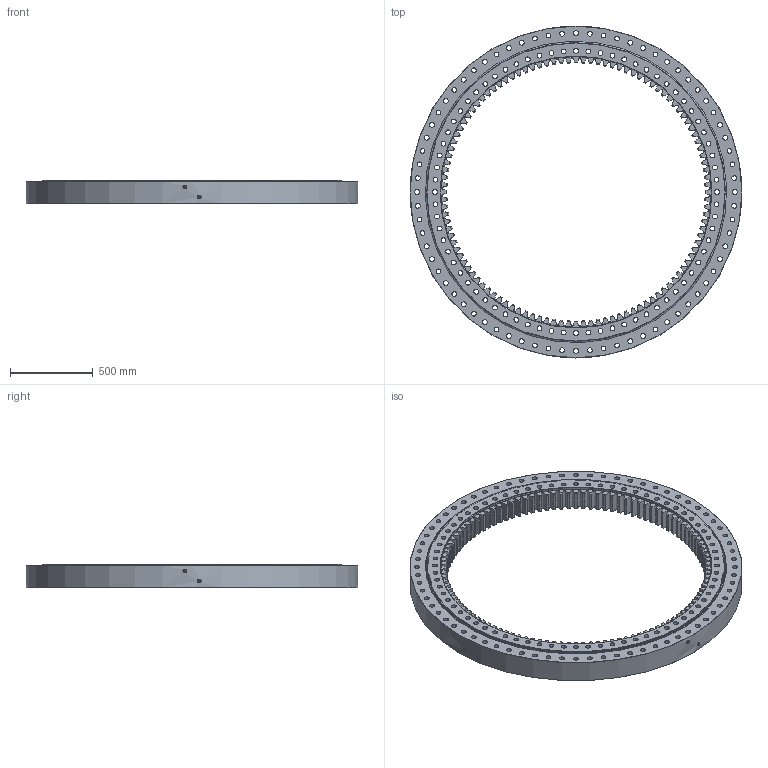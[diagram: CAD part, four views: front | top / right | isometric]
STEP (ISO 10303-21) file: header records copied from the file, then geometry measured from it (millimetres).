
FILE_DESCRIPTION (( 'STEP AP214' ), '1' );
FILE_NAME ('I.2000.2.40.10.D1-V.STEP', '2020-05-13T10:16:38', ( '' ), ( '' ), 'SwSTEP 2.0', 'SolidWorks 2016', '' );
FILE_SCHEMA (( 'AUTOMOTIVE_DESIGN' ));
Length unit declared in the file: millimetre
Products named in the file (7): I.2000.2.40.10.D1-V; I.2000.2.40.10.D1-V - OR; I.2000.2.40.10.D1-V - IR; I.2000.2.40.10.D1-V - OR Seal; I.2000.2.40.10.D1-V - IR Seal; Grease nipple M10x1mm; Ball D40
Assembly tree (282 placements, depth 2):
  I.2000.2.40.10.D1-V
    I.2000.2.40.10.D1-V - IR
    I.2000.2.40.10.D1-V - OR
    Ball D40  x270
    I.2000.2.40.10.D1-V - IR Seal
    I.2000.2.40.10.D1-V - OR Seal
    Grease nipple M10x1mm  x8
Bounding box: 2000 x 2000 x 144 mm (x, y, z)
Volume: 146066201.4 mm3; surface area: 9852736 mm2
Topology: 282 solids, 282 shells, 1173 faces, 3217 edges, 2099 vertices
Faces by surface type: cone 347, cylinder 310, sphere 270, bspline 112, plane 103, torus 31
Full cylindrical faces by diameter (mm): 3 x16, 9 x8, 10 x8, 22 x8, 29 x144, 1634 x1, 1784 x2, 1798 x4, 1802 x4, 1816 x2, 2000 x1
Entity records: 54966 total; most frequent: CARTESIAN_POINT 35430, DIRECTION 3690, ORIENTED_EDGE 3568, EDGE_CURVE 1784, AXIS2_PLACEMENT_3D 1730, VERTEX_POINT 1318, EDGE_LOOP 1266, FACE_OUTER_BOUND 915
